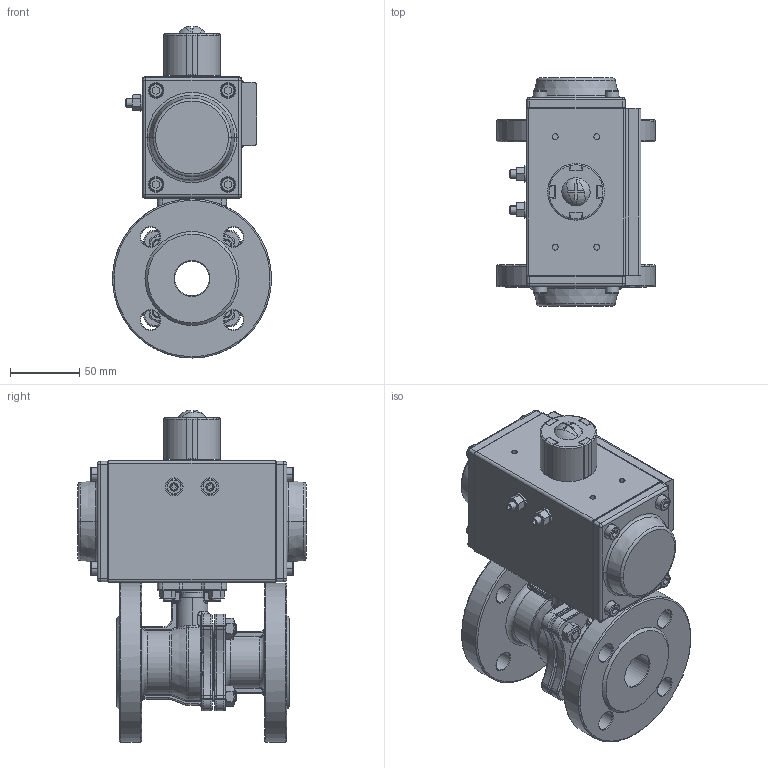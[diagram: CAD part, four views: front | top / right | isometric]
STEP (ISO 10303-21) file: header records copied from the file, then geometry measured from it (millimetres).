
FILE_DESCRIPTION(('HOOPS Exchange Step'),'2;1');
FILE_NAME('PK0501_DN25.stp','2025-04-11T14:01:10+02:00',('nieru'),('Unknown organisation'),'HOOPS Exchange 2024.2','HOOPS Exchange','Unknown authorisation');
FILE_SCHEMA( ('AP203_CONFIGURATION_CONTROLLED_3D_DESIGN_OF_MECHANICAL_PARTS_AND_ASSEMBLIES_MIM_LF') );
Length unit declared in the file: millimetre
Products named in the file (8): 0; root
Assembly tree (7 placements, depth 4):
  root
    0
      0
        0
        0
        0
        0
      0
Bounding box: 114.71 x 165 x 240.15 mm (x, y, z)
Volume: 1131137.2 mm3; surface area: 252852.7 mm2
Topology: 47 solids, 47 shells, 1641 faces, 4021 edges, 2475 vertices
Faces by surface type: plane 551, cylinder 533, torus 224, cone 157, bspline 130, sphere 46
Full cylindrical faces by diameter (mm): 5 x5, 6 x4, 7 x4, 8 x4, 14 x8, 14.5 x4, 17 x1, 20 x1, 23 x1, 25 x2, 28 x1, 53.6 x2, 115 x2
Entity records: 88823 total; most frequent: CARTESIAN_POINT 51521, ORIENTED_EDGE 7912, DIRECTION 7328, EDGE_CURVE 3956, AXIS2_PLACEMENT_3D 2868, VERTEX_POINT 2477, EDGE_LOOP 1821, FACE_BOUND 1821
